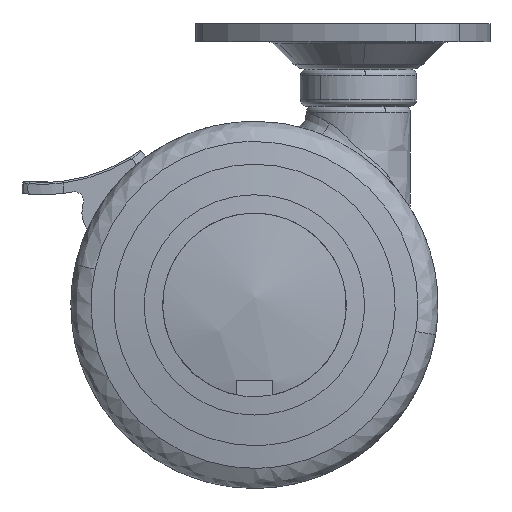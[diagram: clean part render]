
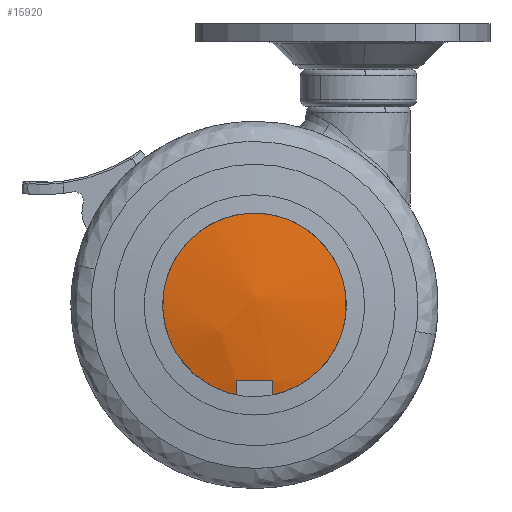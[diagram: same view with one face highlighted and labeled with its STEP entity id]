
A CAD part, front view. The second image highlights one B-rep face of the part: STEP entity #15920.
In plain terms, the highlighted free-form (B-spline) face has degree [2, 2] with [4, 4] control points.
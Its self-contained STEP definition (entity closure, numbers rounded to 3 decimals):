
#13801=CARTESIAN_POINT('',(3.0,-23.033,-12.4));
#13802=VERTEX_POINT('',#13801);
#13803=CARTESIAN_POINT('',(-3.0,-23.033,-12.4));
#13804=VERTEX_POINT('',#13803);
#13805=CARTESIAN_POINT('',(3.,-23.033,-12.4));
#13806=CARTESIAN_POINT('',(0.,-23.187,-12.4));
#13807=CARTESIAN_POINT('',(-3.,-23.033,-12.4));
#13815=(BOUNDED_CURVE()B_SPLINE_CURVE(2,(#13805,#13806,#13807),.UNSPECIFIED.,.F.,.U.)CURVE()GEOMETRIC_REPRESENTATION_ITEM()QUASI_UNIFORM_CURVE()RATIONAL_B_SPLINE_CURVE((1.0,0.999,1.0))REPRESENTATION_ITEM(''));
#13816=EDGE_CURVE('',#13802,#13804,#13815,.T.);
#13845=CARTESIAN_POINT('',(3.0,-22.5,-14.697));
#13846=VERTEX_POINT('',#13845);
#13847=CARTESIAN_POINT('',(3.0,-22.5,-14.697));
#13848=CARTESIAN_POINT('',(3.,-22.789,-13.554));
#13849=CARTESIAN_POINT('',(3.0,-23.033,-12.4));
#13857=(BOUNDED_CURVE()B_SPLINE_CURVE(2,(#13847,#13848,#13849),.UNSPECIFIED.,.F.,.U.)CURVE()GEOMETRIC_REPRESENTATION_ITEM()QUASI_UNIFORM_CURVE()RATIONAL_B_SPLINE_CURVE((1.0,1.,1.0))REPRESENTATION_ITEM(''));
#13858=EDGE_CURVE('',#13846,#13802,#13857,.T.);
#13881=CARTESIAN_POINT('',(-3.0,-22.5,-14.697));
#13882=VERTEX_POINT('',#13881);
#13883=CARTESIAN_POINT('',(-3.0,-23.033,-12.4));
#13884=CARTESIAN_POINT('',(-3.0,-22.789,-13.554));
#13885=CARTESIAN_POINT('',(-3.0,-22.5,-14.697));
#13893=(BOUNDED_CURVE()B_SPLINE_CURVE(2,(#13883,#13884,#13885),.UNSPECIFIED.,.F.,.U.)CURVE()GEOMETRIC_REPRESENTATION_ITEM()QUASI_UNIFORM_CURVE()RATIONAL_B_SPLINE_CURVE((1.0,1.,1.0))REPRESENTATION_ITEM(''));
#13894=EDGE_CURVE('',#13804,#13882,#13893,.T.);
#15866=CARTESIAN_POINT('',(-3.0,-22.5,-14.697));
#15867=CARTESIAN_POINT('',(-16.287,-22.5,-11.985));
#15868=CARTESIAN_POINT('',(-14.924,-22.5,1.508));
#15869=CARTESIAN_POINT('',(-13.561,-22.5,15.));
#15870=CARTESIAN_POINT('',(0.0,-22.5,15.0));
#15871=CARTESIAN_POINT('',(13.561,-22.5,15.));
#15872=CARTESIAN_POINT('',(14.924,-22.5,1.508));
#15873=CARTESIAN_POINT('',(16.287,-22.5,-11.985));
#15874=CARTESIAN_POINT('',(3.0,-22.5,-14.697));
#15882=(BOUNDED_CURVE()B_SPLINE_CURVE(2,(#15866,#15867,#15868,#15869,#15870,#15871,#15872,#15873,#15874),.UNSPECIFIED.,.F.,.U.)B_SPLINE_CURVE_WITH_KNOTS((3,2,2,2,3),(0.0,0.25,0.5,0.75,1.0),.UNSPECIFIED.)CURVE()GEOMETRIC_REPRESENTATION_ITEM()RATIONAL_B_SPLINE_CURVE((1.0,0.742,1.0,0.742,1.0,0.742,1.0,0.742,1.0))REPRESENTATION_ITEM(''));
#15883=EDGE_CURVE('',#13882,#13846,#15882,.T.);
#15890=CARTESIAN_POINT('',(-16.098,-19.988,-15.856));
#15891=CARTESIAN_POINT('',(-8.203,-22.196,-16.133));
#15892=CARTESIAN_POINT('',(8.203,-22.196,-16.133));
#15893=CARTESIAN_POINT('',(16.098,-19.988,-15.856));
#15894=CARTESIAN_POINT('',(-16.446,-22.287,-7.443));
#15895=CARTESIAN_POINT('',(-8.383,-24.588,-7.562));
#15896=CARTESIAN_POINT('',(8.383,-24.588,-7.562));
#15897=CARTESIAN_POINT('',(16.446,-22.287,-7.443));
#15898=CARTESIAN_POINT('',(-16.446,-21.925,8.832));
#15899=CARTESIAN_POINT('',(-8.383,-24.219,9.031));
#15900=CARTESIAN_POINT('',(8.383,-24.219,9.031));
#15901=CARTESIAN_POINT('',(16.446,-21.925,8.832));
#15902=CARTESIAN_POINT('',(-16.184,-19.893,16.099));
#15903=CARTESIAN_POINT('',(-8.248,-22.111,16.433));
#15904=CARTESIAN_POINT('',(8.248,-22.111,16.433));
#15905=CARTESIAN_POINT('',(16.184,-19.893,16.099));
#15913=(BOUNDED_SURFACE()B_SPLINE_SURFACE(2,2,((#15890,#15894,#15898,#15902),(#15891,#15895,#15899,#15903),(#15892,#15896,#15900,#15904),(#15893,#15897,#15901,#15905)),.UNSPECIFIED.,.F.,.F.,.U.)B_SPLINE_SURFACE_WITH_KNOTS((3,1,3),(3,1,3),(14.483,30.682,46.882),(13.486,30.682,45.556),.UNSPECIFIED.)GEOMETRIC_REPRESENTATION_ITEM()RATIONAL_B_SPLINE_SURFACE(((1.042,1.02,1.02,1.036),(1.022,1.0,1.0,1.016),(1.022,1.0,1.0,1.016),(1.042,1.02,1.02,1.036)))REPRESENTATION_ITEM('')SURFACE());
#15914=ORIENTED_EDGE('',*,*,#13894,.F.);
#15915=ORIENTED_EDGE('',*,*,#13816,.F.);
#15916=ORIENTED_EDGE('',*,*,#13858,.F.);
#15917=ORIENTED_EDGE('',*,*,#15883,.F.);
#15918=EDGE_LOOP('',(#15914,#15915,#15916,#15917));
#15919=FACE_OUTER_BOUND('',#15918,.T.);
#15920=ADVANCED_FACE('',(#15919),#15913,.T.);
